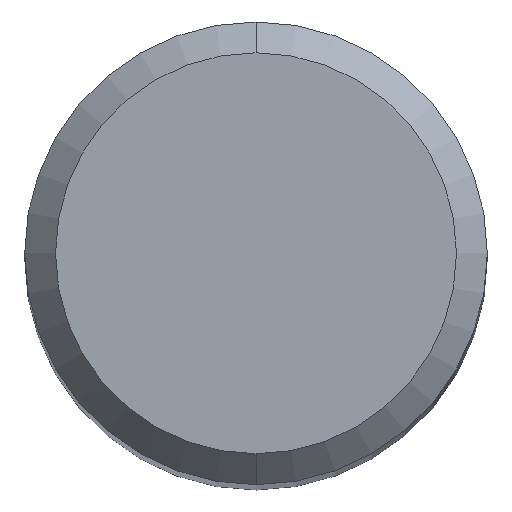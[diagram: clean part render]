
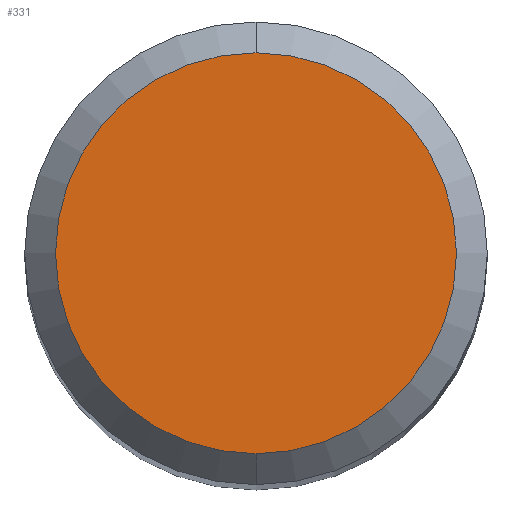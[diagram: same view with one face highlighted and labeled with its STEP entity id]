
A CAD part, top view. The second image highlights one B-rep face of the part: STEP entity #331.
In plain terms, the highlighted planar face has unit normal (0, 0, 1).
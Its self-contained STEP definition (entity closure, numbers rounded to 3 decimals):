
#225=EDGE_CURVE('',#285,#233,#539,.T.);
#233=VERTEX_POINT('',#547);
#269=EDGE_CURVE('',#233,#285,#584,.T.);
#285=VERTEX_POINT('',#602);
#331=ADVANCED_FACE('',(#652),#653,.T.);
#539=CIRCLE('',#898,2.6);
#547=CARTESIAN_POINT('',(0.,-2.6,0.0));
#584=CIRCLE('',#1036,2.6);
#602=CARTESIAN_POINT('',(0.0,2.6,0.0));
#652=FACE_OUTER_BOUND('',#1166,.T.);
#653=PLANE('',#1167);
#898=AXIS2_PLACEMENT_3D('',#1523,#1524,#1525);
#1036=AXIS2_PLACEMENT_3D('',#1546,#1547,#1548);
#1166=EDGE_LOOP('',(#1617,#1618));
#1167=AXIS2_PLACEMENT_3D('',#1619,#1620,#1621);
#1523=CARTESIAN_POINT('',(0.0,0.0,0.0));
#1524=DIRECTION('',(0.0,0.0,-1.0));
#1525=DIRECTION('',(0.0,1.0,0.0));
#1546=CARTESIAN_POINT('',(0.0,0.0,0.0));
#1547=DIRECTION('',(0.0,0.0,-1.0));
#1548=DIRECTION('',(0.0,1.0,0.0));
#1617=ORIENTED_EDGE('',*,*,#225,.F.);
#1618=ORIENTED_EDGE('',*,*,#269,.F.);
#1619=CARTESIAN_POINT('',(0.0,1.3,0.0));
#1620=DIRECTION('',(-0.0,0.0,1.0));
#1621=DIRECTION('',(0.0,-1.0,0.0));
